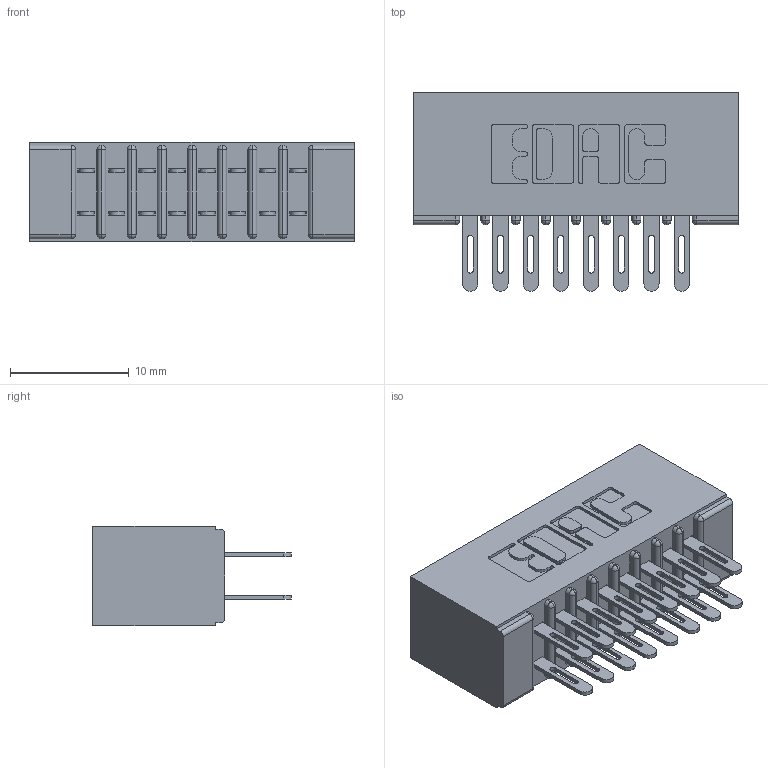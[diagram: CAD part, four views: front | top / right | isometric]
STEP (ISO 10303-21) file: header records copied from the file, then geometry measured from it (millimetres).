
FILE_DESCRIPTION (( 'STEP AP203' ), '1' );
FILE_NAME ('341-016-500-201.STEP', '2018-08-06T15:32:46', ( '' ), ( '' ), 'SwSTEP 2.0', 'SolidWorks 2016', '' );
FILE_SCHEMA (( 'CONFIG_CONTROL_DESIGN' ));
Length unit declared in the file: inch
Products named in the file (3): 341 Part_No Mounting Lugs; 341-292-001_341-292-100; 341-016-500-201
Assembly tree (17 placements, depth 2):
  341-016-500-201
    341 Part_No Mounting Lugs
    341-292-001_341-292-100  x16
Bounding box: 27.3 x 16.69 x 8.38 mm (x, y, z)
Volume: 1742.2 mm3; surface area: 3569.8 mm2
Topology: 17 solids, 17 shells, 1164 faces, 3356 edges, 2174 vertices
Faces by surface type: plane 672, cylinder 460, sphere 18, torus 14
Entity records: 13941 total; most frequent: CARTESIAN_POINT 2316, ORIENTED_EDGE 2296, DIRECTION 2274, EDGE_CURVE 1148, VECTOR 890, LINE 890, VERTEX_POINT 734, AXIS2_PLACEMENT_3D 692
